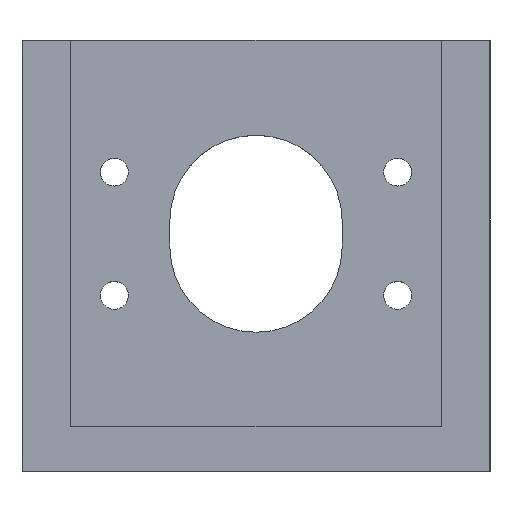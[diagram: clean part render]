
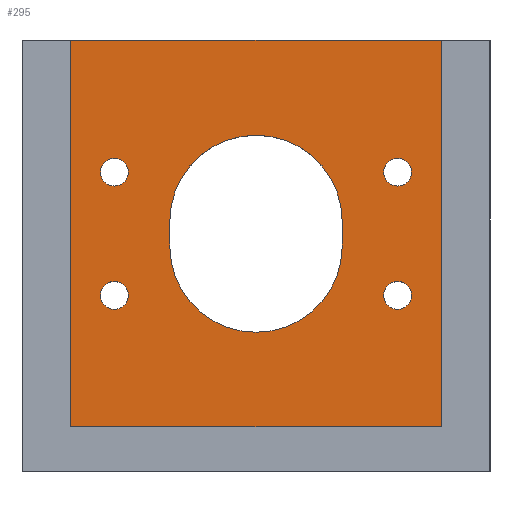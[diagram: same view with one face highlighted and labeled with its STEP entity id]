
A CAD part, top view. The second image highlights one B-rep face of the part: STEP entity #295.
In plain terms, the highlighted planar face has unit normal (0, 0, 1).
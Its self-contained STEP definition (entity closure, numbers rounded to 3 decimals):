
#15 = CARTESIAN_POINT ( 'NONE',  ( 4.276, 24.3, -29.556 ) ) ;
#30 = DIRECTION ( 'NONE',  ( 0., 0., 1. ) ) ;
#32 = CIRCLE ( 'NONE', #226, 1.13 ) ;
#35 = DIRECTION ( 'NONE',  ( -1., 0., 0. ) ) ;
#53 = CARTESIAN_POINT ( 'NONE',  ( -17.593, 14.3, -29.556 ) ) ;
#56 = EDGE_CURVE ( 'NONE', #355, #854, #440, .T. ) ;
#63 = CARTESIAN_POINT ( 'NONE',  ( -22.274, 35., -29.556 ) ) ;
#75 = ORIENTED_EDGE ( 'NONE', *, *, #817, .F. ) ;
#77 = EDGE_LOOP ( 'NONE', ( #558, #258, #1150, #271 ) ) ;
#79 = CIRCLE ( 'NONE', #788, 1.13 ) ;
#99 = DIRECTION ( 'NONE',  ( 0., 0., -1. ) ) ;
#114 = AXIS2_PLACEMENT_3D ( 'NONE', #1125, #1029, #354 ) ;
#135 = VERTEX_POINT ( 'NONE', #1157 ) ;
#137 = LINE ( 'NONE', #596, #211 ) ;
#147 = EDGE_CURVE ( 'NONE', #584, #152, #323, .T. ) ;
#152 = VERTEX_POINT ( 'NONE', #53 ) ;
#161 = EDGE_CURVE ( 'NONE', #501, #590, #907, .T. ) ;
#167 = AXIS2_PLACEMENT_3D ( 'NONE', #296, #30, #896 ) ;
#177 = EDGE_CURVE ( 'NONE', #371, #499, #137, .T. ) ;
#186 = DIRECTION ( 'NONE',  ( 1., 0., 0. ) ) ;
#211 = VECTOR ( 'NONE', #229, 1000. ) ;
#225 = CIRCLE ( 'NONE', #538, 1.13 ) ;
#226 = AXIS2_PLACEMENT_3D ( 'NONE', #834, #465, #737 ) ;
#229 = DIRECTION ( 'NONE',  ( 0., -1., 0. ) ) ;
#231 = LINE ( 'NONE', #687, #514 ) ;
#258 = ORIENTED_EDGE ( 'NONE', *, *, #528, .T. ) ;
#259 = DIRECTION ( 'NONE',  ( 1., 0., 0. ) ) ;
#268 = AXIS2_PLACEMENT_3D ( 'NONE', #15, #564, #972 ) ;
#271 = ORIENTED_EDGE ( 'NONE', *, *, #1010, .F. ) ;
#273 = CARTESIAN_POINT ( 'NONE',  ( -18.724, 24.3, -29.556 ) ) ;
#280 = DIRECTION ( 'NONE',  ( 1., 0., 0. ) ) ;
#284 = ORIENTED_EDGE ( 'NONE', *, *, #1196, .F. ) ;
#295 = ADVANCED_FACE ( 'NONE', ( #335, #441, #1020, #435, #733, #1011 ), #714, .T. ) ;
#296 = CARTESIAN_POINT ( 'NONE',  ( -18.724, 14.3, -29.556 ) ) ;
#308 = EDGE_LOOP ( 'NONE', ( #1104, #419 ) ) ;
#311 = CARTESIAN_POINT ( 'NONE',  ( 0., 3.6, -29.556 ) ) ;
#313 = EDGE_LOOP ( 'NONE', ( #877, #786 ) ) ;
#320 = LINE ( 'NONE', #608, #1167 ) ;
#321 = CIRCLE ( 'NONE', #1193, 1.13 ) ;
#323 = CIRCLE ( 'NONE', #167, 1.13 ) ;
#327 = CARTESIAN_POINT ( 'NONE',  ( 4.276, 14.3, -29.556 ) ) ;
#331 = ORIENTED_EDGE ( 'NONE', *, *, #634, .F. ) ;
#332 = CARTESIAN_POINT ( 'NONE',  ( 7.826, 3.6, -29.556 ) ) ;
#334 = CARTESIAN_POINT ( 'NONE',  ( 7.826, 0., -29.556 ) ) ;
#335 = FACE_BOUND ( 'NONE', #308, .T. ) ;
#342 = VERTEX_POINT ( 'NONE', #332 ) ;
#344 = VERTEX_POINT ( 'NONE', #549 ) ;
#354 = DIRECTION ( 'NONE',  ( 1., 0., 0. ) ) ;
#355 = VERTEX_POINT ( 'NONE', #806 ) ;
#365 = CARTESIAN_POINT ( 'NONE',  ( 4.276, 14.3, -29.556 ) ) ;
#367 = CARTESIAN_POINT ( 'NONE',  ( 5.407, 24.3, -29.556 ) ) ;
#371 = VERTEX_POINT ( 'NONE', #63 ) ;
#377 = ORIENTED_EDGE ( 'NONE', *, *, #56, .F. ) ;
#389 = EDGE_LOOP ( 'NONE', ( #284, #377 ) ) ;
#403 = CIRCLE ( 'NONE', #841, 7. ) ;
#419 = ORIENTED_EDGE ( 'NONE', *, *, #838, .F. ) ;
#431 = VECTOR ( 'NONE', #1199, 1000. ) ;
#435 = FACE_BOUND ( 'NONE', #389, .T. ) ;
#436 = EDGE_LOOP ( 'NONE', ( #331, #75, #1051, #742 ) ) ;
#440 = CIRCLE ( 'NONE', #268, 1.13 ) ;
#441 = FACE_BOUND ( 'NONE', #1049, .T. ) ;
#447 = DIRECTION ( 'NONE',  ( 1., 0., 0. ) ) ;
#453 = CIRCLE ( 'NONE', #617, 1.13 ) ;
#454 = DIRECTION ( 'NONE',  ( 0., 0., 1. ) ) ;
#465 = DIRECTION ( 'NONE',  ( 0., 0., 1. ) ) ;
#468 = CARTESIAN_POINT ( 'NONE',  ( -18.724, 14.3, -29.556 ) ) ;
#489 = EDGE_CURVE ( 'NONE', #152, #584, #79, .T. ) ;
#490 = AXIS2_PLACEMENT_3D ( 'NONE', #957, #851, #186 ) ;
#498 = EDGE_CURVE ( 'NONE', #643, #825, #973, .T. ) ;
#499 = VERTEX_POINT ( 'NONE', #1162 ) ;
#501 = VERTEX_POINT ( 'NONE', #753 ) ;
#514 = VECTOR ( 'NONE', #799, 1000. ) ;
#519 = LINE ( 'NONE', #311, #892 ) ;
#528 = EDGE_CURVE ( 'NONE', #863, #643, #231, .T. ) ;
#529 = DIRECTION ( 'NONE',  ( 0., 0., 1. ) ) ;
#538 = AXIS2_PLACEMENT_3D ( 'NONE', #813, #529, #447 ) ;
#549 = CARTESIAN_POINT ( 'NONE',  ( -19.854, 24.3, -29.556 ) ) ;
#558 = ORIENTED_EDGE ( 'NONE', *, *, #912, .T. ) ;
#559 = DIRECTION ( 'NONE',  ( 0., 0., 1. ) ) ;
#564 = DIRECTION ( 'NONE',  ( 0., 0., 1. ) ) ;
#584 = VERTEX_POINT ( 'NONE', #782 ) ;
#585 = CARTESIAN_POINT ( 'NONE',  ( -14.224, 20.3, -29.556 ) ) ;
#590 = VERTEX_POINT ( 'NONE', #680 ) ;
#596 = CARTESIAN_POINT ( 'NONE',  ( -22.274, 0., -29.556 ) ) ;
#608 = CARTESIAN_POINT ( 'NONE',  ( -14.224, 0., -29.556 ) ) ;
#617 = AXIS2_PLACEMENT_3D ( 'NONE', #365, #559, #259 ) ;
#634 = EDGE_CURVE ( 'NONE', #342, #499, #519, .T. ) ;
#643 = VERTEX_POINT ( 'NONE', #997 ) ;
#658 = DIRECTION ( 'NONE',  ( 0., 0., 1. ) ) ;
#664 = CARTESIAN_POINT ( 'NONE',  ( -14.224, 18.3, -29.556 ) ) ;
#680 = CARTESIAN_POINT ( 'NONE',  ( 5.407, 14.3, -29.556 ) ) ;
#682 = DIRECTION ( 'NONE',  ( 0., 0., 1. ) ) ;
#687 = CARTESIAN_POINT ( 'NONE',  ( -0.224, 0., -29.556 ) ) ;
#707 = CARTESIAN_POINT ( 'NONE',  ( 7.826, 35., -29.556 ) ) ;
#714 = PLANE ( 'NONE',  #114 ) ;
#733 = FACE_OUTER_BOUND ( 'NONE', #436, .T. ) ;
#735 = AXIS2_PLACEMENT_3D ( 'NONE', #327, #682, #1087 ) ;
#737 = DIRECTION ( 'NONE',  ( 1., 0., 0. ) ) ;
#742 = ORIENTED_EDGE ( 'NONE', *, *, #177, .T. ) ;
#753 = CARTESIAN_POINT ( 'NONE',  ( 3.146, 14.3, -29.556 ) ) ;
#758 = CARTESIAN_POINT ( 'NONE',  ( -0.224, 20.3, -29.556 ) ) ;
#771 = DIRECTION ( 'NONE',  ( 0., -1., 0. ) ) ;
#782 = CARTESIAN_POINT ( 'NONE',  ( -19.854, 14.3, -29.556 ) ) ;
#785 = EDGE_CURVE ( 'NONE', #135, #344, #225, .T. ) ;
#786 = ORIENTED_EDGE ( 'NONE', *, *, #161, .F. ) ;
#788 = AXIS2_PLACEMENT_3D ( 'NONE', #468, #454, #839 ) ;
#799 = DIRECTION ( 'NONE',  ( 0., -1., 0. ) ) ;
#806 = CARTESIAN_POINT ( 'NONE',  ( 3.146, 24.3, -29.556 ) ) ;
#813 = CARTESIAN_POINT ( 'NONE',  ( -18.724, 24.3, -29.556 ) ) ;
#817 = EDGE_CURVE ( 'NONE', #1137, #342, #1206, .T. ) ;
#825 = VERTEX_POINT ( 'NONE', #664 ) ;
#834 = CARTESIAN_POINT ( 'NONE',  ( 4.276, 24.3, -29.556 ) ) ;
#838 = EDGE_CURVE ( 'NONE', #344, #135, #321, .T. ) ;
#839 = DIRECTION ( 'NONE',  ( 1., 0., 0. ) ) ;
#841 = AXIS2_PLACEMENT_3D ( 'NONE', #948, #99, #280 ) ;
#851 = DIRECTION ( 'NONE',  ( 0., 0., -1. ) ) ;
#854 = VERTEX_POINT ( 'NONE', #367 ) ;
#863 = VERTEX_POINT ( 'NONE', #758 ) ;
#877 = ORIENTED_EDGE ( 'NONE', *, *, #1184, .F. ) ;
#892 = VECTOR ( 'NONE', #35, 1000. ) ;
#896 = DIRECTION ( 'NONE',  ( 1., 0., 0. ) ) ;
#907 = CIRCLE ( 'NONE', #735, 1.13 ) ;
#912 = EDGE_CURVE ( 'NONE', #970, #863, #403, .T. ) ;
#921 = ORIENTED_EDGE ( 'NONE', *, *, #489, .F. ) ;
#922 = CARTESIAN_POINT ( 'NONE',  ( 0., 35., -29.556 ) ) ;
#936 = DIRECTION ( 'NONE',  ( 1., 0., 0. ) ) ;
#948 = CARTESIAN_POINT ( 'NONE',  ( -7.224, 20.3, -29.556 ) ) ;
#957 = CARTESIAN_POINT ( 'NONE',  ( -7.224, 18.3, -29.556 ) ) ;
#970 = VERTEX_POINT ( 'NONE', #585 ) ;
#972 = DIRECTION ( 'NONE',  ( 1., 0., 0. ) ) ;
#973 = CIRCLE ( 'NONE', #490, 7. ) ;
#997 = CARTESIAN_POINT ( 'NONE',  ( -0.224, 18.3, -29.556 ) ) ;
#1010 = EDGE_CURVE ( 'NONE', #970, #825, #320, .T. ) ;
#1011 = FACE_BOUND ( 'NONE', #77, .T. ) ;
#1020 = FACE_BOUND ( 'NONE', #313, .T. ) ;
#1029 = DIRECTION ( 'NONE',  ( 0., 0., 1. ) ) ;
#1049 = EDGE_LOOP ( 'NONE', ( #921, #1191 ) ) ;
#1051 = ORIENTED_EDGE ( 'NONE', *, *, #1068, .F. ) ;
#1068 = EDGE_CURVE ( 'NONE', #371, #1137, #1205, .T. ) ;
#1087 = DIRECTION ( 'NONE',  ( 1., 0., 0. ) ) ;
#1104 = ORIENTED_EDGE ( 'NONE', *, *, #785, .F. ) ;
#1125 = CARTESIAN_POINT ( 'NONE',  ( -26.224, -39.17, -29.556 ) ) ;
#1137 = VERTEX_POINT ( 'NONE', #707 ) ;
#1145 = DIRECTION ( 'NONE',  ( 0., -1., 0. ) ) ;
#1150 = ORIENTED_EDGE ( 'NONE', *, *, #498, .T. ) ;
#1157 = CARTESIAN_POINT ( 'NONE',  ( -17.593, 24.3, -29.556 ) ) ;
#1162 = CARTESIAN_POINT ( 'NONE',  ( -22.274, 3.6, -29.556 ) ) ;
#1167 = VECTOR ( 'NONE', #771, 1000. ) ;
#1184 = EDGE_CURVE ( 'NONE', #590, #501, #453, .T. ) ;
#1191 = ORIENTED_EDGE ( 'NONE', *, *, #147, .F. ) ;
#1193 = AXIS2_PLACEMENT_3D ( 'NONE', #273, #658, #936 ) ;
#1196 = EDGE_CURVE ( 'NONE', #854, #355, #32, .T. ) ;
#1199 = DIRECTION ( 'NONE',  ( 1., 0., 0. ) ) ;
#1205 = LINE ( 'NONE', #922, #431 ) ;
#1206 = LINE ( 'NONE', #334, #1209 ) ;
#1209 = VECTOR ( 'NONE', #1145, 1000. ) ;
